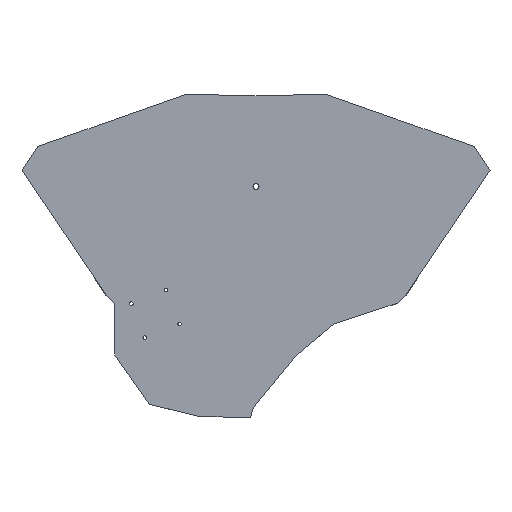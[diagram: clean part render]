
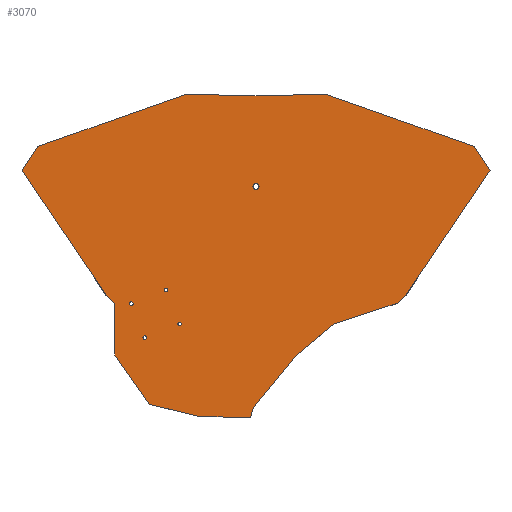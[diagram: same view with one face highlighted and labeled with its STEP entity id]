
A CAD part, top view. The second image highlights one B-rep face of the part: STEP entity #3070.
In plain terms, the highlighted planar face has unit normal (0, 0, 1).
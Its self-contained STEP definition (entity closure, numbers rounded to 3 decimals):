
#41=FACE_BOUND('',#478,.T.);
#42=FACE_BOUND('',#479,.T.);
#43=FACE_BOUND('',#480,.T.);
#44=FACE_BOUND('',#481,.T.);
#45=FACE_BOUND('',#482,.T.);
#71=CIRCLE('',#3152,1.05);
#74=CIRCLE('',#3159,1.05);
#77=CIRCLE('',#3165,1.05);
#80=CIRCLE('',#3171,1.05);
#95=CIRCLE('',#3300,1.75);
#285=FACE_OUTER_BOUND('',#477,.T.);
#477=EDGE_LOOP('',(#2738,#2739,#2740,#2741,#2742,#2743,#2744,#2745,#2746,
#2747,#2748,#2749,#2750,#2751,#2752,#2753,#2754,#2755));
#478=EDGE_LOOP('',(#2756));
#479=EDGE_LOOP('',(#2757));
#480=EDGE_LOOP('',(#2758));
#481=EDGE_LOOP('',(#2759));
#482=EDGE_LOOP('',(#2760));
#532=LINE('',#4206,#903);
#632=LINE('',#4524,#1003);
#635=LINE('',#4529,#1006);
#637=LINE('',#4533,#1008);
#639=LINE('',#4538,#1010);
#642=LINE('',#4543,#1013);
#644=LINE('',#4547,#1015);
#646=LINE('',#4551,#1017);
#648=LINE('',#4554,#1019);
#828=LINE('',#4914,#1199);
#830=LINE('',#4918,#1201);
#832=LINE('',#4922,#1203);
#834=LINE('',#4926,#1205);
#835=LINE('',#4928,#1206);
#837=LINE('',#4932,#1208);
#839=LINE('',#4936,#1210);
#841=LINE('',#4940,#1212);
#842=LINE('',#4942,#1213);
#903=VECTOR('',#3384,10.);
#1003=VECTOR('',#3716,10.);
#1006=VECTOR('',#3721,10.);
#1008=VECTOR('',#3725,10.);
#1010=VECTOR('',#3729,10.);
#1013=VECTOR('',#3734,10.);
#1015=VECTOR('',#3738,10.);
#1017=VECTOR('',#3742,10.);
#1019=VECTOR('',#3746,10.);
#1199=VECTOR('',#4034,10.);
#1201=VECTOR('',#4038,10.);
#1203=VECTOR('',#4042,10.);
#1205=VECTOR('',#4046,10.);
#1206=VECTOR('',#4049,10.);
#1208=VECTOR('',#4053,10.);
#1210=VECTOR('',#4057,10.);
#1212=VECTOR('',#4061,10.);
#1213=VECTOR('',#4064,10.);
#1258=VERTEX_POINT('',#4203);
#1259=VERTEX_POINT('',#4205);
#1314=VERTEX_POINT('',#4356);
#1317=VERTEX_POINT('',#4368);
#1320=VERTEX_POINT('',#4379);
#1323=VERTEX_POINT('',#4390);
#1360=VERTEX_POINT('',#4522);
#1361=VERTEX_POINT('',#4523);
#1362=VERTEX_POINT('',#4528);
#1363=VERTEX_POINT('',#4532);
#1364=VERTEX_POINT('',#4536);
#1365=VERTEX_POINT('',#4537);
#1366=VERTEX_POINT('',#4542);
#1367=VERTEX_POINT('',#4546);
#1368=VERTEX_POINT('',#4550);
#1494=VERTEX_POINT('',#4912);
#1495=VERTEX_POINT('',#4916);
#1496=VERTEX_POINT('',#4920);
#1497=VERTEX_POINT('',#4924);
#1498=VERTEX_POINT('',#4930);
#1499=VERTEX_POINT('',#4934);
#1500=VERTEX_POINT('',#4938);
#1501=VERTEX_POINT('',#4967);
#1550=EDGE_CURVE('',#1259,#1258,#532,.T.);
#1622=EDGE_CURVE('',#1314,#1314,#71,.T.);
#1627=EDGE_CURVE('',#1317,#1317,#74,.T.);
#1632=EDGE_CURVE('',#1320,#1320,#77,.T.);
#1637=EDGE_CURVE('',#1323,#1323,#80,.T.);
#1698=EDGE_CURVE('',#1360,#1361,#632,.T.);
#1701=EDGE_CURVE('',#1361,#1362,#635,.T.);
#1703=EDGE_CURVE('',#1363,#1362,#637,.T.);
#1705=EDGE_CURVE('',#1364,#1365,#639,.T.);
#1708=EDGE_CURVE('',#1365,#1366,#642,.T.);
#1710=EDGE_CURVE('',#1367,#1366,#644,.T.);
#1712=EDGE_CURVE('',#1368,#1367,#646,.T.);
#1714=EDGE_CURVE('',#1368,#1360,#648,.T.);
#1895=EDGE_CURVE('',#1363,#1494,#828,.T.);
#1897=EDGE_CURVE('',#1494,#1495,#830,.T.);
#1899=EDGE_CURVE('',#1495,#1496,#832,.T.);
#1901=EDGE_CURVE('',#1496,#1497,#834,.T.);
#1902=EDGE_CURVE('',#1497,#1259,#835,.T.);
#1904=EDGE_CURVE('',#1258,#1498,#837,.T.);
#1906=EDGE_CURVE('',#1498,#1499,#839,.T.);
#1908=EDGE_CURVE('',#1499,#1500,#841,.T.);
#1909=EDGE_CURVE('',#1500,#1364,#842,.T.);
#1921=EDGE_CURVE('',#1501,#1501,#95,.T.);
#2738=ORIENTED_EDGE('',*,*,#1895,.T.);
#2739=ORIENTED_EDGE('',*,*,#1897,.T.);
#2740=ORIENTED_EDGE('',*,*,#1899,.T.);
#2741=ORIENTED_EDGE('',*,*,#1901,.T.);
#2742=ORIENTED_EDGE('',*,*,#1902,.T.);
#2743=ORIENTED_EDGE('',*,*,#1550,.T.);
#2744=ORIENTED_EDGE('',*,*,#1904,.T.);
#2745=ORIENTED_EDGE('',*,*,#1906,.T.);
#2746=ORIENTED_EDGE('',*,*,#1908,.T.);
#2747=ORIENTED_EDGE('',*,*,#1909,.T.);
#2748=ORIENTED_EDGE('',*,*,#1705,.T.);
#2749=ORIENTED_EDGE('',*,*,#1708,.T.);
#2750=ORIENTED_EDGE('',*,*,#1710,.F.);
#2751=ORIENTED_EDGE('',*,*,#1712,.F.);
#2752=ORIENTED_EDGE('',*,*,#1714,.T.);
#2753=ORIENTED_EDGE('',*,*,#1698,.T.);
#2754=ORIENTED_EDGE('',*,*,#1701,.T.);
#2755=ORIENTED_EDGE('',*,*,#1703,.F.);
#2756=ORIENTED_EDGE('',*,*,#1627,.T.);
#2757=ORIENTED_EDGE('',*,*,#1632,.T.);
#2758=ORIENTED_EDGE('',*,*,#1637,.T.);
#2759=ORIENTED_EDGE('',*,*,#1622,.T.);
#2760=ORIENTED_EDGE('',*,*,#1921,.T.);
#2905=PLANE('',#3299);
#3070=ADVANCED_FACE('',(#285,#41,#42,#43,#44,#45),#2905,.T.);
#3152=AXIS2_PLACEMENT_3D('',#4358,#3531,#3532);
#3159=AXIS2_PLACEMENT_3D('',#4370,#3547,#3548);
#3165=AXIS2_PLACEMENT_3D('',#4381,#3561,#3562);
#3171=AXIS2_PLACEMENT_3D('',#4392,#3575,#3576);
#3299=AXIS2_PLACEMENT_3D('',#4966,#4100,#4101);
#3300=AXIS2_PLACEMENT_3D('',#4968,#4102,#4103);
#3384=DIRECTION('',(-1.,0.025,0.));
#3531=DIRECTION('center_axis',(0.,0.,-1.));
#3532=DIRECTION('ref_axis',(1.,0.,0.));
#3547=DIRECTION('center_axis',(0.,0.,-1.));
#3548=DIRECTION('ref_axis',(1.,0.,0.));
#3561=DIRECTION('center_axis',(0.,0.,-1.));
#3562=DIRECTION('ref_axis',(1.,0.,0.));
#3575=DIRECTION('center_axis',(0.,0.,-1.));
#3576=DIRECTION('ref_axis',(1.,0.,0.));
#3716=DIRECTION('',(0.636,0.772,0.));
#3721=DIRECTION('',(0.767,0.642,0.));
#3725=DIRECTION('',(-0.95,-0.312,0.));
#3729=DIRECTION('',(0.,-1.,0.));
#3734=DIRECTION('',(0.574,-0.819,0.));
#3738=DIRECTION('',(-0.972,0.236,0.));
#3742=DIRECTION('',(-1.,0.029,0.));
#3746=DIRECTION('',(0.259,0.966,0.));
#4034=DIRECTION('',(0.732,0.681,0.));
#4038=DIRECTION('',(0.56,0.829,0.));
#4042=DIRECTION('',(-0.549,0.836,0.));
#4046=DIRECTION('',(-0.943,0.333,0.));
#4049=DIRECTION('',(-1.,-0.025,0.));
#4053=DIRECTION('',(-0.943,-0.333,0.));
#4057=DIRECTION('',(-0.549,-0.836,0.));
#4061=DIRECTION('',(0.56,-0.829,0.));
#4064=DIRECTION('',(0.732,-0.681,0.));
#4100=DIRECTION('center_axis',(0.,0.,1.));
#4101=DIRECTION('ref_axis',(1.,0.,0.));
#4102=DIRECTION('center_axis',(0.,0.,-1.));
#4103=DIRECTION('ref_axis',(-1.,0.,0.));
#4203=CARTESIAN_POINT('',(-40.522,105.,3.));
#4205=CARTESIAN_POINT('',(0.,104.,3.));
#4206=CARTESIAN_POINT('',(0.,104.,3.));
#4356=CARTESIAN_POINT('',(-73.423,-16.64,3.));
#4358=CARTESIAN_POINT('Origin',(-72.373,-16.64,3.));
#4368=CARTESIAN_POINT('',(-53.207,-8.67,3.));
#4370=CARTESIAN_POINT('Origin',(-52.157,-8.67,3.));
#4379=CARTESIAN_POINT('',(-65.641,-36.388,3.));
#4381=CARTESIAN_POINT('Origin',(-64.591,-36.388,3.));
#4390=CARTESIAN_POINT('',(-45.424,-28.421,3.));
#4392=CARTESIAN_POINT('Origin',(-44.374,-28.421,3.));
#4522=CARTESIAN_POINT('',(-1.515,-76.887,3.));
#4523=CARTESIAN_POINT('',(23.385,-46.686,3.));
#4524=CARTESIAN_POINT('',(-1.515,-76.887,3.));
#4528=CARTESIAN_POINT('',(45.05,-28.559,3.));
#4529=CARTESIAN_POINT('',(1.72,-64.813,3.));
#4532=CARTESIAN_POINT('',(81.909,-16.453,3.));
#4533=CARTESIAN_POINT('',(81.909,-16.453,3.));
#4536=CARTESIAN_POINT('',(-81.909,-16.453,3.));
#4537=CARTESIAN_POINT('',(-81.909,-46.453,3.));
#4538=CARTESIAN_POINT('',(-81.909,-16.453,3.));
#4542=CARTESIAN_POINT('',(-61.834,-75.123,3.));
#4543=CARTESIAN_POINT('',(-81.909,-46.453,3.));
#4546=CARTESIAN_POINT('',(-33.292,-82.042,3.));
#4547=CARTESIAN_POINT('',(-33.292,-82.042,3.));
#4550=CARTESIAN_POINT('',(-3.133,-82.924,3.));
#4551=CARTESIAN_POINT('',(-3.133,-82.924,3.));
#4554=CARTESIAN_POINT('',(-4.75,-88.961,3.));
#4912=CARTESIAN_POINT('',(87.138,-11.592,3.));
#4914=CARTESIAN_POINT('',(87.138,-11.592,3.));
#4916=CARTESIAN_POINT('',(135.88,60.539,3.));
#4918=CARTESIAN_POINT('',(135.88,60.539,3.));
#4920=CARTESIAN_POINT('',(126.654,74.602,3.));
#4922=CARTESIAN_POINT('',(126.654,74.602,3.));
#4924=CARTESIAN_POINT('',(40.522,105.,3.));
#4926=CARTESIAN_POINT('',(40.522,105.,3.));
#4928=CARTESIAN_POINT('',(0.,104.,3.));
#4930=CARTESIAN_POINT('',(-126.654,74.602,3.));
#4932=CARTESIAN_POINT('',(-40.522,105.,3.));
#4934=CARTESIAN_POINT('',(-135.88,60.539,3.));
#4936=CARTESIAN_POINT('',(-126.654,74.602,3.));
#4938=CARTESIAN_POINT('',(-87.138,-11.592,3.));
#4940=CARTESIAN_POINT('',(-135.88,60.539,3.));
#4942=CARTESIAN_POINT('',(-87.138,-11.592,3.));
#4966=CARTESIAN_POINT('Origin',(0.,43.774,3.));
#4967=CARTESIAN_POINT('',(1.75,51.5,3.));
#4968=CARTESIAN_POINT('Origin',(0.,51.5,3.));
